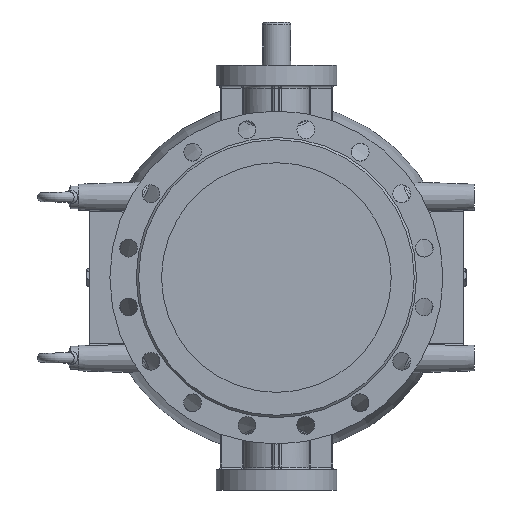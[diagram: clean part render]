
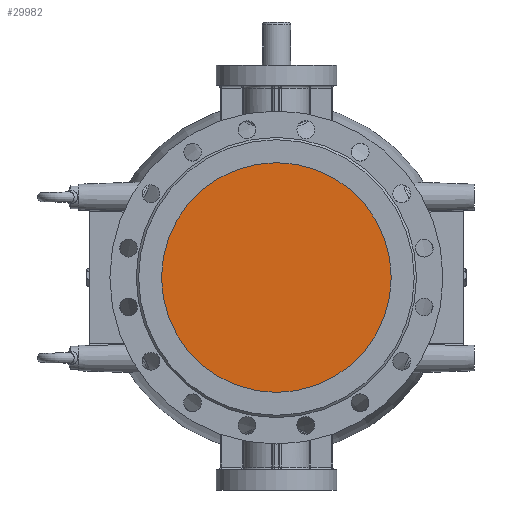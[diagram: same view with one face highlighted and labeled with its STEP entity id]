
A CAD part, left-side view. The second image highlights one B-rep face of the part: STEP entity #29982.
In plain terms, the highlighted planar face has unit normal (-1, 0, 0).
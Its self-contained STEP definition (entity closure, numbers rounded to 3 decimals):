
#658 = VERTEX_POINT ( 'NONE', #15653 ) ;
#2115 = CIRCLE ( 'NONE', #8389, 200. ) ;
#5327 = FACE_OUTER_BOUND ( 'NONE', #45542, .T. ) ;
#8389 = AXIS2_PLACEMENT_3D ( 'NONE', #34543, #46086, #34785 ) ;
#8515 = CARTESIAN_POINT ( 'NONE',  ( -150., 0., 0. ) ) ;
#12947 = DIRECTION ( 'NONE',  ( -1., 0., 0. ) ) ;
#15653 = CARTESIAN_POINT ( 'NONE',  ( -150., 0., 200. ) ) ;
#25074 = ORIENTED_EDGE ( 'NONE', *, *, #46338, .T. ) ;
#28253 = DIRECTION ( 'NONE',  ( 0., 0., 1. ) ) ;
#29982 = ADVANCED_FACE ( 'NONE', ( #5327 ), #31688, .T. ) ;
#31688 = PLANE ( 'NONE',  #36390 ) ;
#34543 = CARTESIAN_POINT ( 'NONE',  ( -150., 0., 0. ) ) ;
#34785 = DIRECTION ( 'NONE',  ( 0., 0., 1. ) ) ;
#36390 = AXIS2_PLACEMENT_3D ( 'NONE', #8515, #12947, #28253 ) ;
#45542 = EDGE_LOOP ( 'NONE', ( #25074 ) ) ;
#46086 = DIRECTION ( 'NONE',  ( -1., 0., 0. ) ) ;
#46338 = EDGE_CURVE ( 'NONE', #658, #658, #2115, .T. ) ;
